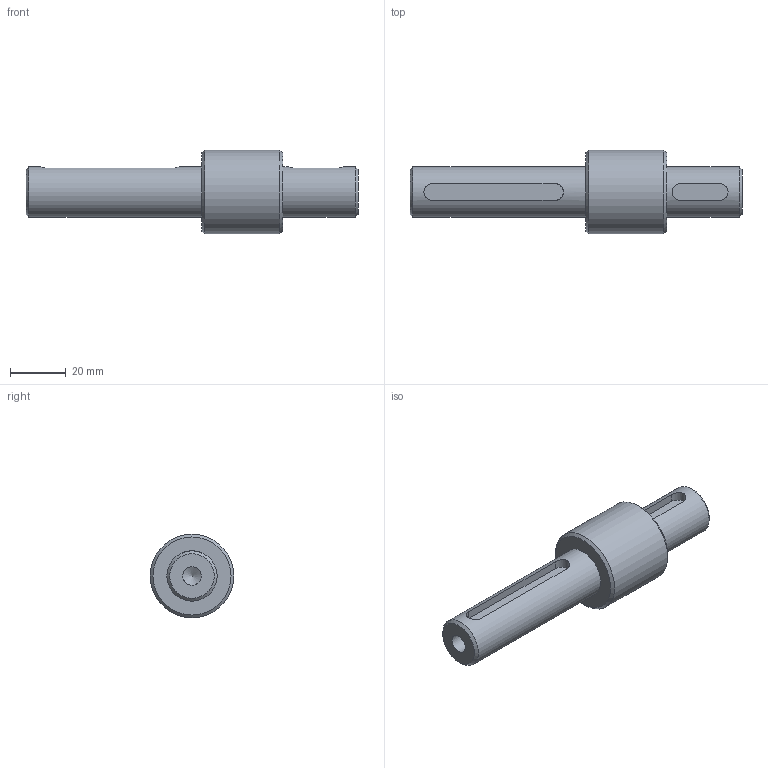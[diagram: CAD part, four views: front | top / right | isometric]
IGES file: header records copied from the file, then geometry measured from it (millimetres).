
Global section: file name: 909004.stp.ipt; native system: Autodesk Inventor 2014; preprocessor: unknown; author: zeman; date: 20151016.102235; units: millimetre
Bounding box: 119 x 30 x 30 mm (x, y, z)
Volume: 40818.5 mm3; surface area: 10153.5 mm2
Topology: 1 solids, 1 shells, 25 faces, 57 edges, 38 vertices
Faces by surface type: plane 10, revolution 6, cone 4, cylinder 3, bspline 2
Full cylindrical faces by diameter (mm): 18 x2, 30 x1
